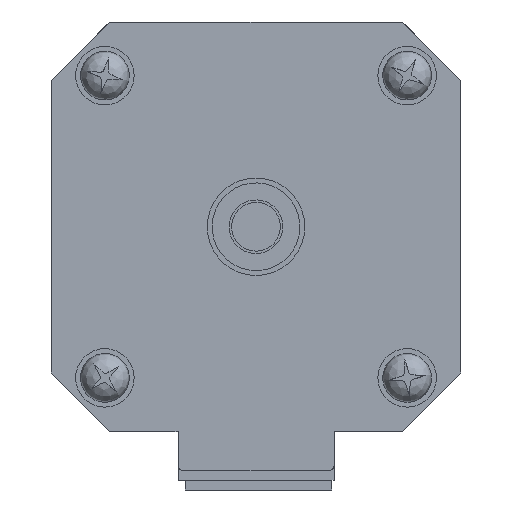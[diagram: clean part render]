
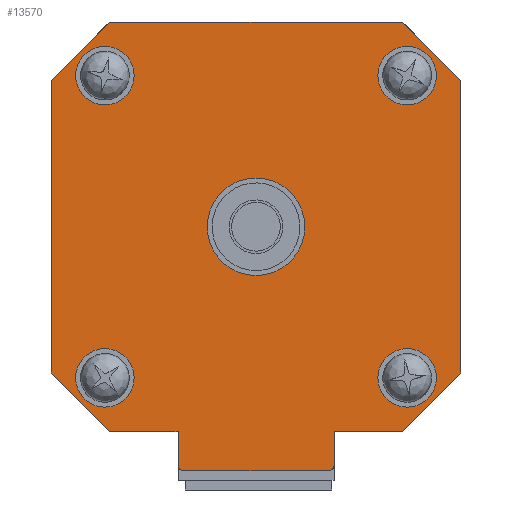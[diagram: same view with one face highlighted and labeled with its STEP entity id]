
A CAD part, front view. The second image highlights one B-rep face of the part: STEP entity #13570.
In plain terms, the highlighted planar face has unit normal (0, -1, 0).
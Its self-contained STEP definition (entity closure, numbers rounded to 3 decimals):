
#783=LINE('',#18005,#2080);
#788=LINE('',#18015,#2085);
#799=LINE('',#18051,#2096);
#801=LINE('',#18055,#2098);
#802=LINE('',#18058,#2099);
#803=LINE('',#18060,#2100);
#804=LINE('',#18062,#2101);
#805=LINE('',#18064,#2102);
#806=LINE('',#18066,#2103);
#807=LINE('',#18068,#2104);
#808=LINE('',#18070,#2105);
#809=LINE('',#18071,#2106);
#2080=VECTOR('',#15290,10.);
#2085=VECTOR('',#15297,10.);
#2096=VECTOR('',#15328,10.);
#2098=VECTOR('',#15332,10.);
#2099=VECTOR('',#15335,10.);
#2100=VECTOR('',#15336,10.);
#2101=VECTOR('',#15337,10.);
#2102=VECTOR('',#15338,10.);
#2103=VECTOR('',#15339,10.);
#2104=VECTOR('',#15340,10.);
#2105=VECTOR('',#15341,10.);
#2106=VECTOR('',#15342,10.);
#3365=PLANE('',#14527);
#3801=FACE_BOUND('',#4716,.T.);
#3802=FACE_BOUND('',#4717,.T.);
#3803=FACE_BOUND('',#4718,.T.);
#3804=FACE_BOUND('',#4719,.T.);
#3805=FACE_BOUND('',#4720,.T.);
#3951=FACE_OUTER_BOUND('',#4715,.T.);
#4715=EDGE_LOOP('',(#9063,#9064,#9065,#9066,#9067,#9068,#9069,#9070,#9071,
#9072,#9073,#9074,#9075,#9076));
#4716=EDGE_LOOP('',(#9077));
#4717=EDGE_LOOP('',(#9078));
#4718=EDGE_LOOP('',(#9079));
#4719=EDGE_LOOP('',(#9080));
#4720=EDGE_LOOP('',(#9081));
#5569=CIRCLE('',#14486,3.);
#5572=CIRCLE('',#14491,3.);
#5575=CIRCLE('',#14496,3.);
#5578=CIRCLE('',#14501,3.);
#5586=CIRCLE('',#14525,0.5);
#5587=CIRCLE('',#14528,0.5);
#5588=CIRCLE('',#14529,5.);
#5735=VERTEX_POINT('',#17911);
#5738=VERTEX_POINT('',#17919);
#5741=VERTEX_POINT('',#17927);
#5744=VERTEX_POINT('',#17935);
#5766=VERTEX_POINT('',#18002);
#5767=VERTEX_POINT('',#18004);
#5770=VERTEX_POINT('',#18012);
#5771=VERTEX_POINT('',#18014);
#5785=VERTEX_POINT('',#18045);
#5786=VERTEX_POINT('',#18047);
#5787=VERTEX_POINT('',#18054);
#5788=VERTEX_POINT('',#18056);
#5789=VERTEX_POINT('',#18059);
#5790=VERTEX_POINT('',#18061);
#5791=VERTEX_POINT('',#18063);
#5792=VERTEX_POINT('',#18065);
#5793=VERTEX_POINT('',#18067);
#5794=VERTEX_POINT('',#18069);
#5795=VERTEX_POINT('',#18072);
#7039=EDGE_CURVE('',#5735,#5735,#5569,.T.);
#7042=EDGE_CURVE('',#5738,#5738,#5572,.T.);
#7045=EDGE_CURVE('',#5741,#5741,#5575,.T.);
#7048=EDGE_CURVE('',#5744,#5744,#5578,.T.);
#7081=EDGE_CURVE('',#5766,#5767,#783,.T.);
#7086=EDGE_CURVE('',#5770,#5771,#788,.T.);
#7102=EDGE_CURVE('',#5785,#5786,#5586,.T.);
#7104=EDGE_CURVE('',#5766,#5786,#799,.T.);
#7106=EDGE_CURVE('',#5785,#5787,#801,.T.);
#7107=EDGE_CURVE('',#5788,#5787,#5587,.T.);
#7108=EDGE_CURVE('',#5788,#5771,#802,.T.);
#7109=EDGE_CURVE('',#5789,#5770,#803,.T.);
#7110=EDGE_CURVE('',#5790,#5789,#804,.T.);
#7111=EDGE_CURVE('',#5791,#5790,#805,.T.);
#7112=EDGE_CURVE('',#5792,#5791,#806,.T.);
#7113=EDGE_CURVE('',#5793,#5792,#807,.T.);
#7114=EDGE_CURVE('',#5794,#5793,#808,.T.);
#7115=EDGE_CURVE('',#5767,#5794,#809,.T.);
#7116=EDGE_CURVE('',#5795,#5795,#5588,.T.);
#9063=ORIENTED_EDGE('',*,*,#7102,.F.);
#9064=ORIENTED_EDGE('',*,*,#7106,.T.);
#9065=ORIENTED_EDGE('',*,*,#7107,.F.);
#9066=ORIENTED_EDGE('',*,*,#7108,.T.);
#9067=ORIENTED_EDGE('',*,*,#7086,.F.);
#9068=ORIENTED_EDGE('',*,*,#7109,.F.);
#9069=ORIENTED_EDGE('',*,*,#7110,.F.);
#9070=ORIENTED_EDGE('',*,*,#7111,.F.);
#9071=ORIENTED_EDGE('',*,*,#7112,.F.);
#9072=ORIENTED_EDGE('',*,*,#7113,.F.);
#9073=ORIENTED_EDGE('',*,*,#7114,.F.);
#9074=ORIENTED_EDGE('',*,*,#7115,.F.);
#9075=ORIENTED_EDGE('',*,*,#7081,.F.);
#9076=ORIENTED_EDGE('',*,*,#7104,.T.);
#9077=ORIENTED_EDGE('',*,*,#7039,.T.);
#9078=ORIENTED_EDGE('',*,*,#7042,.T.);
#9079=ORIENTED_EDGE('',*,*,#7045,.T.);
#9080=ORIENTED_EDGE('',*,*,#7048,.T.);
#9081=ORIENTED_EDGE('',*,*,#7116,.T.);
#13570=ADVANCED_FACE('',(#3951,#3801,#3802,#3803,#3804,#3805),#3365,.F.);
#14486=AXIS2_PLACEMENT_3D('',#17912,#15199,#15200);
#14491=AXIS2_PLACEMENT_3D('',#17920,#15209,#15210);
#14496=AXIS2_PLACEMENT_3D('',#17928,#15219,#15220);
#14501=AXIS2_PLACEMENT_3D('',#17936,#15229,#15230);
#14525=AXIS2_PLACEMENT_3D('',#18048,#15323,#15324);
#14527=AXIS2_PLACEMENT_3D('',#18053,#15330,#15331);
#14528=AXIS2_PLACEMENT_3D('',#18057,#15333,#15334);
#14529=AXIS2_PLACEMENT_3D('',#18073,#15343,#15344);
#15199=DIRECTION('center_axis',(0.,1.,0.));
#15200=DIRECTION('ref_axis',(1.,0.,0.));
#15209=DIRECTION('center_axis',(0.,1.,0.));
#15210=DIRECTION('ref_axis',(-1.,0.,0.));
#15219=DIRECTION('center_axis',(0.,1.,0.));
#15220=DIRECTION('ref_axis',(1.,0.,0.));
#15229=DIRECTION('center_axis',(0.,1.,0.));
#15230=DIRECTION('ref_axis',(-1.,0.,0.));
#15290=DIRECTION('',(-1.,0.,0.));
#15297=DIRECTION('',(-1.,0.,0.));
#15323=DIRECTION('center_axis',(0.,1.,0.));
#15324=DIRECTION('ref_axis',(-0.707,0.,-0.707));
#15328=DIRECTION('',(0.,0.,-1.));
#15330=DIRECTION('center_axis',(0.,1.,0.));
#15331=DIRECTION('ref_axis',(0.,0.,1.));
#15332=DIRECTION('',(1.,0.,0.));
#15333=DIRECTION('center_axis',(0.,1.,0.));
#15334=DIRECTION('ref_axis',(0.707,0.,-0.707));
#15335=DIRECTION('',(0.,0.,1.));
#15336=DIRECTION('',(-0.707,0.,-0.707));
#15337=DIRECTION('',(0.,0.,-1.));
#15338=DIRECTION('',(0.707,0.,-0.707));
#15339=DIRECTION('',(1.,0.,0.));
#15340=DIRECTION('',(0.707,0.,0.707));
#15341=DIRECTION('',(0.,0.,1.));
#15342=DIRECTION('',(-0.707,0.,0.707));
#15343=DIRECTION('center_axis',(0.,1.,0.));
#15344=DIRECTION('ref_axis',(-1.,0.,0.));
#17911=CARTESIAN_POINT('',(-18.5,0.,-15.5));
#17912=CARTESIAN_POINT('Origin',(-15.5,0.,-15.5));
#17919=CARTESIAN_POINT('',(18.5,0.,-15.5));
#17920=CARTESIAN_POINT('Origin',(15.5,0.,-15.5));
#17927=CARTESIAN_POINT('',(-18.5,0.,15.5));
#17928=CARTESIAN_POINT('Origin',(-15.5,0.,15.5));
#17935=CARTESIAN_POINT('',(18.5,0.,15.5));
#17936=CARTESIAN_POINT('Origin',(15.5,0.,15.5));
#18002=CARTESIAN_POINT('',(-8.,0.,-21.));
#18004=CARTESIAN_POINT('',(-15.,0.,-21.));
#18005=CARTESIAN_POINT('',(21.,0.,-21.));
#18012=CARTESIAN_POINT('',(15.,0.,-21.));
#18014=CARTESIAN_POINT('',(8.,0.,-21.));
#18015=CARTESIAN_POINT('',(21.,0.,-21.));
#18045=CARTESIAN_POINT('',(-7.5,0.,-25.));
#18047=CARTESIAN_POINT('',(-8.,0.,-24.5));
#18048=CARTESIAN_POINT('Origin',(-7.5,0.,-24.5));
#18051=CARTESIAN_POINT('',(-8.,0.,-21.));
#18053=CARTESIAN_POINT('Origin',(0.,0.,0.));
#18054=CARTESIAN_POINT('',(7.5,0.,-25.));
#18055=CARTESIAN_POINT('',(-8.,0.,-25.));
#18056=CARTESIAN_POINT('',(8.,0.,-24.5));
#18057=CARTESIAN_POINT('Origin',(7.5,0.,-24.5));
#18058=CARTESIAN_POINT('',(8.,0.,-25.));
#18059=CARTESIAN_POINT('',(21.,0.,-15.));
#18060=CARTESIAN_POINT('',(18.,0.,-18.));
#18061=CARTESIAN_POINT('',(21.,0.,15.));
#18062=CARTESIAN_POINT('',(21.,0.,21.));
#18063=CARTESIAN_POINT('',(15.,0.,21.));
#18064=CARTESIAN_POINT('',(18.,0.,18.));
#18065=CARTESIAN_POINT('',(-15.,0.,21.));
#18066=CARTESIAN_POINT('',(-21.,0.,21.));
#18067=CARTESIAN_POINT('',(-21.,0.,15.));
#18068=CARTESIAN_POINT('',(-18.,0.,18.));
#18069=CARTESIAN_POINT('',(-21.,0.,-15.));
#18070=CARTESIAN_POINT('',(-21.,0.,-21.));
#18071=CARTESIAN_POINT('',(-18.,0.,-18.));
#18072=CARTESIAN_POINT('',(5.,0.,0.));
#18073=CARTESIAN_POINT('Origin',(0.,0.,0.));
